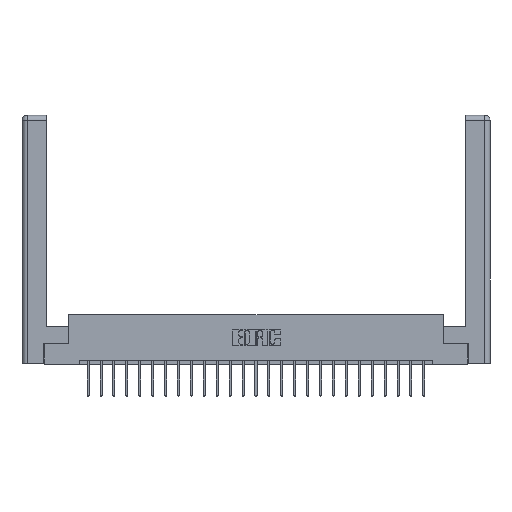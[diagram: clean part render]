
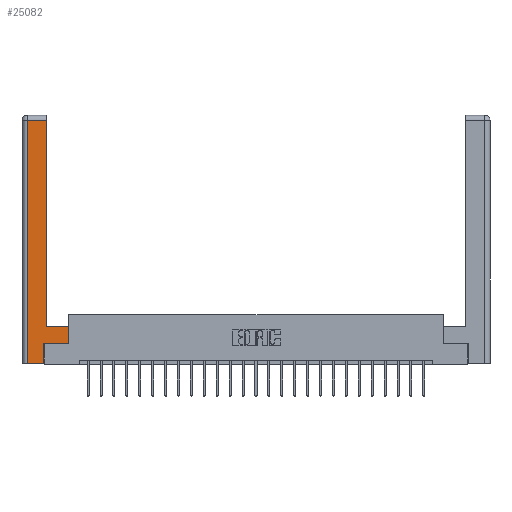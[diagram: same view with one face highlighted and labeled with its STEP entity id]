
A CAD part, top view. The second image highlights one B-rep face of the part: STEP entity #25082.
In plain terms, the highlighted planar face has unit normal (0, 0, 1).
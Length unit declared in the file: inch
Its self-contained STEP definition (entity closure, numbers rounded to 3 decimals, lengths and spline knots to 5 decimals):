
#367 = LINE ( 'NONE', #18803, #655 ) ;
#655 = VECTOR ( 'NONE', #1112, 39.37008 ) ;
#701 = CARTESIAN_POINT ( 'NONE',  ( 0.0615, 2.94, 0. ) ) ;
#799 = VECTOR ( 'NONE', #10458, 39.37008 ) ;
#1112 = DIRECTION ( 'NONE',  ( 0., -1., 0. ) ) ;
#1749 = CARTESIAN_POINT ( 'NONE',  ( 0.565, 0.45, 0. ) ) ;
#2213 = EDGE_CURVE ( 'NONE', #23904, #20825, #6793, .T. ) ;
#2250 = EDGE_LOOP ( 'NONE', ( #4438, #11438, #15498, #5033, #17620, #3417, #22184, #25301 ) ) ;
#3417 = ORIENTED_EDGE ( 'NONE', *, *, #22869, .T. ) ;
#3731 = VECTOR ( 'NONE', #3774, 39.37008 ) ;
#3774 = DIRECTION ( 'NONE',  ( 0., 1., 0. ) ) ;
#3885 = EDGE_CURVE ( 'NONE', #19825, #13614, #4268, .T. ) ;
#4268 = LINE ( 'NONE', #10571, #5509 ) ;
#4438 = ORIENTED_EDGE ( 'NONE', *, *, #11487, .T. ) ;
#4449 = DIRECTION ( 'NONE',  ( 1., 0., 0. ) ) ;
#4475 = PLANE ( 'NONE',  #5750 ) ;
#4566 = CARTESIAN_POINT ( 'NONE',  ( 0.295, 0.45, 0. ) ) ;
#5033 = ORIENTED_EDGE ( 'NONE', *, *, #2213, .T. ) ;
#5206 = DIRECTION ( 'NONE',  ( 1., 0., 0. ) ) ;
#5328 = VERTEX_POINT ( 'NONE', #4566 ) ;
#5509 = VECTOR ( 'NONE', #14317, 39.37008 ) ;
#5750 = AXIS2_PLACEMENT_3D ( 'NONE', #18279, #20240, #22068 ) ;
#6196 = LINE ( 'NONE', #21844, #21951 ) ;
#6507 = CARTESIAN_POINT ( 'NONE',  ( 0.0615, 0., 0. ) ) ;
#6793 = LINE ( 'NONE', #19091, #21897 ) ;
#7392 = LINE ( 'NONE', #20127, #11096 ) ;
#8003 = CARTESIAN_POINT ( 'NONE',  ( 0.565, 0.245, 0. ) ) ;
#8815 = EDGE_CURVE ( 'NONE', #19680, #15565, #12563, .T. ) ;
#9132 = DIRECTION ( 'NONE',  ( -1., 0., 0. ) ) ;
#9661 = CARTESIAN_POINT ( 'NONE',  ( 0.265, 0.245, 0. ) ) ;
#10458 = DIRECTION ( 'NONE',  ( -1., 0., 0. ) ) ;
#10571 = CARTESIAN_POINT ( 'NONE',  ( 0.565, 0.45, 0. ) ) ;
#10820 = VECTOR ( 'NONE', #9132, 39.37008 ) ;
#11096 = VECTOR ( 'NONE', #4449, 39.37008 ) ;
#11320 = EDGE_CURVE ( 'NONE', #15565, #23904, #367, .T. ) ;
#11371 = CARTESIAN_POINT ( 'NONE',  ( 0.295, 0.45, 0. ) ) ;
#11438 = ORIENTED_EDGE ( 'NONE', *, *, #8815, .T. ) ;
#11487 = EDGE_CURVE ( 'NONE', #5328, #19680, #6196, .T. ) ;
#12563 = LINE ( 'NONE', #701, #799 ) ;
#12608 = EDGE_CURVE ( 'NONE', #20825, #14882, #15472, .T. ) ;
#13614 = VERTEX_POINT ( 'NONE', #1749 ) ;
#13662 = CARTESIAN_POINT ( 'NONE',  ( 0.295, 2.94, 0. ) ) ;
#14317 = DIRECTION ( 'NONE',  ( 0., 1., 0. ) ) ;
#14882 = VERTEX_POINT ( 'NONE', #9661 ) ;
#15472 = LINE ( 'NONE', #15590, #3731 ) ;
#15498 = ORIENTED_EDGE ( 'NONE', *, *, #11320, .T. ) ;
#15565 = VERTEX_POINT ( 'NONE', #24385 ) ;
#15590 = CARTESIAN_POINT ( 'NONE',  ( 0.265, 0.245, 0. ) ) ;
#16083 = LINE ( 'NONE', #11371, #10820 ) ;
#17620 = ORIENTED_EDGE ( 'NONE', *, *, #12608, .T. ) ;
#18279 = CARTESIAN_POINT ( 'NONE',  ( 0., 0., 0. ) ) ;
#18803 = CARTESIAN_POINT ( 'NONE',  ( 0.0615, 0., 0. ) ) ;
#19091 = CARTESIAN_POINT ( 'NONE',  ( 0.265, 0., 0. ) ) ;
#19321 = FACE_OUTER_BOUND ( 'NONE', #2250, .T. ) ;
#19626 = DIRECTION ( 'NONE',  ( 0., 1., 0. ) ) ;
#19680 = VERTEX_POINT ( 'NONE', #13662 ) ;
#19825 = VERTEX_POINT ( 'NONE', #8003 ) ;
#20127 = CARTESIAN_POINT ( 'NONE',  ( 0.565, 0.245, 0. ) ) ;
#20240 = DIRECTION ( 'NONE',  ( 0., 0., -1. ) ) ;
#20825 = VERTEX_POINT ( 'NONE', #24563 ) ;
#21689 = EDGE_CURVE ( 'NONE', #13614, #5328, #16083, .T. ) ;
#21844 = CARTESIAN_POINT ( 'NONE',  ( 0.295, 3., 0. ) ) ;
#21897 = VECTOR ( 'NONE', #5206, 39.37008 ) ;
#21951 = VECTOR ( 'NONE', #19626, 39.37008 ) ;
#22068 = DIRECTION ( 'NONE',  ( -1., 0., 0. ) ) ;
#22184 = ORIENTED_EDGE ( 'NONE', *, *, #3885, .T. ) ;
#22869 = EDGE_CURVE ( 'NONE', #14882, #19825, #7392, .T. ) ;
#23904 = VERTEX_POINT ( 'NONE', #6507 ) ;
#24385 = CARTESIAN_POINT ( 'NONE',  ( 0.0615, 2.94, 0. ) ) ;
#24563 = CARTESIAN_POINT ( 'NONE',  ( 0.265, 0., 0. ) ) ;
#25082 = ADVANCED_FACE ( 'NONE', ( #19321 ), #4475, .F. ) ;
#25301 = ORIENTED_EDGE ( 'NONE', *, *, #21689, .T. ) ;
